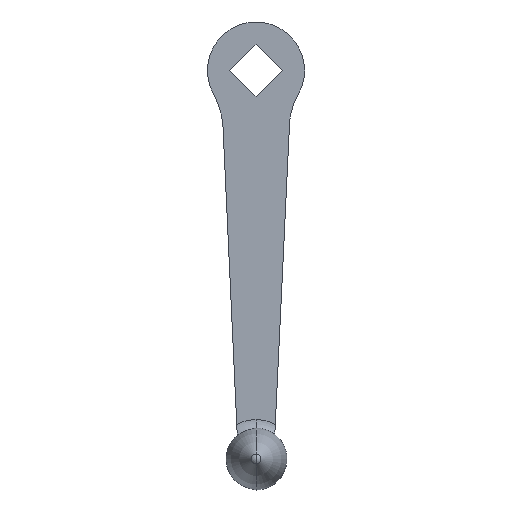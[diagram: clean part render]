
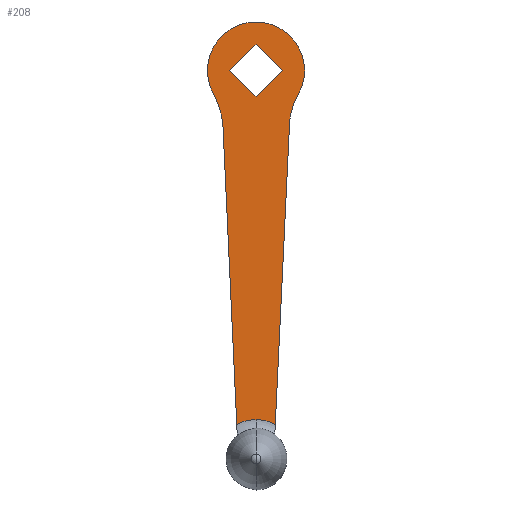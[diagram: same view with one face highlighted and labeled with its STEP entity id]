
A CAD part, front view. The second image highlights one B-rep face of the part: STEP entity #208.
In plain terms, the highlighted planar face has unit normal (0, -1, 0).
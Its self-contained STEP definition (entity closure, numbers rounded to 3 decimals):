
#194=VERTEX_POINT('',#534);
#208=ADVANCED_FACE('',(#550,#551),#552,.F.);
#226=EDGE_CURVE('',#386,#472,#571,.T.);
#290=EDGE_CURVE('',#382,#194,#642,.T.);
#312=VERTEX_POINT('',#664);
#354=VERTEX_POINT('',#710);
#372=VERTEX_POINT('',#733);
#382=VERTEX_POINT('',#744);
#386=VERTEX_POINT('',#748);
#396=EDGE_CURVE('',#456,#418,#759,.T.);
#406=EDGE_CURVE('',#418,#446,#770,.T.);
#418=VERTEX_POINT('',#784);
#434=EDGE_CURVE('',#382,#354,#800,.T.);
#436=EDGE_CURVE('',#446,#460,#802,.T.);
#446=VERTEX_POINT('',#814);
#448=EDGE_CURVE('',#460,#456,#816,.T.);
#456=VERTEX_POINT('',#824);
#460=VERTEX_POINT('',#828);
#464=EDGE_CURVE('',#194,#312,#833,.T.);
#468=EDGE_CURVE('',#354,#484,#837,.T.);
#472=VERTEX_POINT('',#841);
#474=EDGE_CURVE('',#484,#386,#843,.T.);
#484=VERTEX_POINT('',#856);
#490=EDGE_CURVE('',#472,#372,#862,.T.);
#494=EDGE_CURVE('',#372,#312,#866,.T.);
#534=CARTESIAN_POINT('',(0.,-44.,-179.667));
#550=FACE_OUTER_BOUND('',#924,.T.);
#551=FACE_BOUND('',#925,.T.);
#552=PLANE('',#926);
#571=CIRCLE('',#949,25.0);
#642=CIRCLE('',#1045,20.333);
#664=CARTESIAN_POINT('',(9.921,-44.,-182.251));
#710=CARTESIAN_POINT('',(-17.,-44.0,-28.64));
#733=CARTESIAN_POINT('',(17.0,-44.0,-33.037));
#744=CARTESIAN_POINT('',(-9.91,-44.,-182.245));
#748=CARTESIAN_POINT('',(-21.8,-44.0,12.237));
#759=LINE('',#1260,#1261);
#770=LINE('',#1276,#1277);
#784=CARTESIAN_POINT('',(13.435,-44.0,0.));
#800=LINE('',#1318,#1319);
#802=LINE('',#1322,#1323);
#814=CARTESIAN_POINT('',(0.,-44.0,13.435));
#816=LINE('',#1338,#1339);
#824=CARTESIAN_POINT('',(0.,-44.0,-13.435));
#828=CARTESIAN_POINT('',(-13.435,-44.0,0.));
#833=CIRCLE('',#1360,20.333);
#837=CIRCLE('',#1365,38.);
#841=CARTESIAN_POINT('',(21.8,-44.0,-12.237));
#843=CIRCLE('',#1372,25.0);
#856=CARTESIAN_POINT('',(-21.8,-44.0,-12.237));
#862=CIRCLE('',#1396,38.);
#866=LINE('',#1402,#1403);
#924=EDGE_LOOP('',(#1465,#1466,#1467,#1468,#1469,#1470,#1471,#1472));
#925=EDGE_LOOP('',(#1473,#1474,#1475,#1476));
#926=AXIS2_PLACEMENT_3D('',#1477,#1478,#1479);
#949=AXIS2_PLACEMENT_3D('',#1492,#1493,#1494);
#1045=AXIS2_PLACEMENT_3D('',#1591,#1592,#1593);
#1260=CARTESIAN_POINT('',(-4.507,-44.0,-17.942));
#1261=VECTOR('',#1726,1.0);
#1276=CARTESIAN_POINT('',(17.942,-44.0,-4.507));
#1277=VECTOR('',#1740,1.0);
#1318=CARTESIAN_POINT('',(-12.548,-44.0,-125.09));
#1319=VECTOR('',#1772,1.0);
#1322=CARTESIAN_POINT('',(-24.66,-44.0,-11.225));
#1323=VECTOR('',#1773,1.0);
#1338=CARTESIAN_POINT('',(11.225,-44.0,-24.66));
#1339=VECTOR('',#1790,1.0);
#1360=AXIS2_PLACEMENT_3D('',#1809,#1810,#1811);
#1365=AXIS2_PLACEMENT_3D('',#1812,#1813,#1814);
#1372=AXIS2_PLACEMENT_3D('',#1815,#1816,#1817);
#1396=AXIS2_PLACEMENT_3D('',#1842,#1843,#1844);
#1402=CARTESIAN_POINT('',(16.382,-44.0,-46.059));
#1403=VECTOR('',#1848,1.0);
#1465=ORIENTED_EDGE('',*,*,#434,.F.);
#1466=ORIENTED_EDGE('',*,*,#290,.T.);
#1467=ORIENTED_EDGE('',*,*,#464,.T.);
#1468=ORIENTED_EDGE('',*,*,#494,.F.);
#1469=ORIENTED_EDGE('',*,*,#490,.F.);
#1470=ORIENTED_EDGE('',*,*,#226,.F.);
#1471=ORIENTED_EDGE('',*,*,#474,.F.);
#1472=ORIENTED_EDGE('',*,*,#468,.F.);
#1473=ORIENTED_EDGE('',*,*,#448,.F.);
#1474=ORIENTED_EDGE('',*,*,#436,.F.);
#1475=ORIENTED_EDGE('',*,*,#406,.F.);
#1476=ORIENTED_EDGE('',*,*,#396,.F.);
#1477=CARTESIAN_POINT('',(0.,-44.0,-58.333));
#1478=DIRECTION('',(-0.0,1.0,0.0));
#1479=DIRECTION('',(0.,0.0,1.0));
#1492=CARTESIAN_POINT('',(0.0,-44.0,0.));
#1493=DIRECTION('',(0.0,1.0,0.0));
#1494=DIRECTION('',(0.872,0.0,-0.489));
#1591=CARTESIAN_POINT('',(0.,-44.,-200.0));
#1592=DIRECTION('',(-0.0,1.0,0.0));
#1593=DIRECTION('',(0.,0.0,1.0));
#1726=DIRECTION('',(0.707,0.0,0.707));
#1740=DIRECTION('',(-0.707,0.0,0.707));
#1772=DIRECTION('',(-0.046,0.0,0.999));
#1773=DIRECTION('',(-0.707,0.0,-0.707));
#1790=DIRECTION('',(0.707,0.0,-0.707));
#1809=CARTESIAN_POINT('',(0.,-44.,-200.0));
#1810=DIRECTION('',(-0.0,1.0,0.0));
#1811=DIRECTION('',(0.,0.0,1.0));
#1812=CARTESIAN_POINT('',(-54.936,-44.0,-30.838));
#1813=DIRECTION('',(0.0,-1.0,0.0));
#1814=DIRECTION('',(0.872,0.0,0.489));
#1815=CARTESIAN_POINT('',(0.0,-44.0,0.));
#1816=DIRECTION('',(0.0,1.0,0.0));
#1817=DIRECTION('',(0.872,0.0,-0.489));
#1842=CARTESIAN_POINT('',(54.936,-44.0,-30.838));
#1843=DIRECTION('',(0.0,-1.0,-0.0));
#1844=DIRECTION('',(-0.998,0.0,-0.058));
#1848=DIRECTION('',(-0.047,0.0,-0.999));
